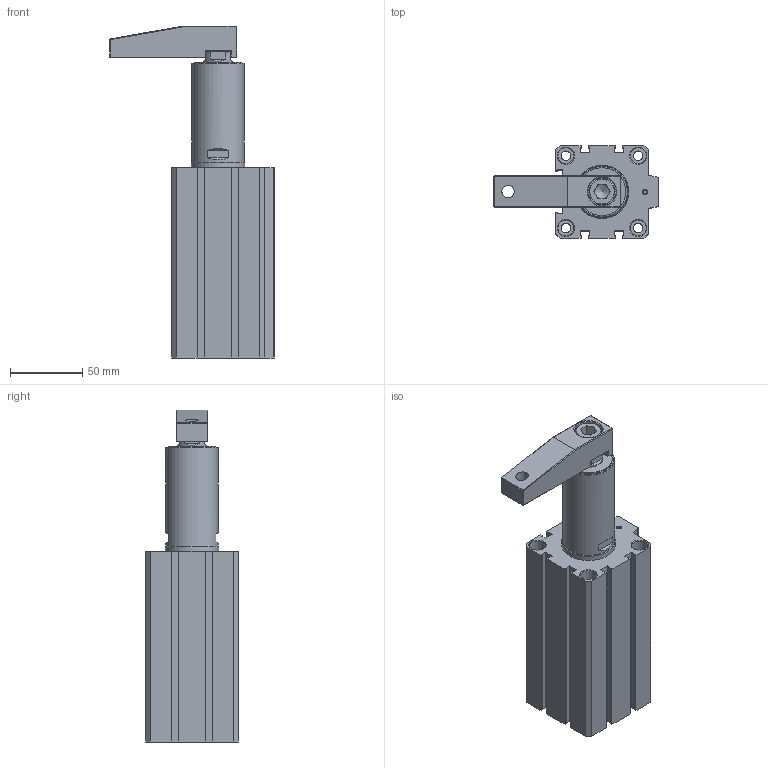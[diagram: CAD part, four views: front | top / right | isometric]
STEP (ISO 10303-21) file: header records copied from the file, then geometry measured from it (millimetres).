
FILE_DESCRIPTION(/* description */ ('STEP AP214'),/* implementation_level */ '2;1');
FILE_NAME(/* name */ 'SCQ_50_S_MIT_SPANNARM_TUENKERS.stp',/* time_stamp */ '2019-02-05T10:09:57+01:00',/* author */ ('rauhutc'),/* organization */ (''),/* preprocessor_version */ 'ST-DEVELOPER v17',/* originating_system */ 'Autodesk Inventor 2018',/* authorisation */ '');
FILE_SCHEMA (('AUTOMOTIVE_DESIGN { 1 0 10303 214 3 1 1 }'));
Length unit declared in the file: millimetre
Products named in the file (4): SCQ-50-S; N-PBL-50x50-Part-3_¹w³]; N-PBL-50x50-Part-1_¹w³]; N-PBL-50x50-Part-2_¹w³]
Assembly tree (3 placements, depth 2):
  SCQ-50-S
    N-PBL-50x50-Part-3_¹w³]
    N-PBL-50x50-Part-1_¹w³]
    N-PBL-50x50-Part-2_¹w³]
Bounding box: 114 x 64 x 229.6 mm (x, y, z)
Volume: 596843.8 mm3; surface area: 90847.3 mm2
Topology: 3 solids, 4 shells, 232 faces, 632 edges, 426 vertices
Faces by surface type: plane 153, cylinder 42, cone 35, torus 2
Full cylindrical faces by diameter (mm): 2.5 x9, 6.6 x4, 8.1 x2, 8.5 x1, 10 x1, 10.4 x1, 11 x8, 11.4 x2, 12 x1, 12.2 x1, 12.5 x1, 14 x2, 18 x1, 19.5 x1, 20 x1, 33 x1, 36 x1, 37 x1, 50.9 x1
Entity records: 7694 total; most frequent: CARTESIAN_POINT 1415, DIRECTION 1324, ORIENTED_EDGE 1256, EDGE_CURVE 628, AXIS2_PLACEMENT_3D 470, VERTEX_POINT 426, LINE 384, VECTOR 384
